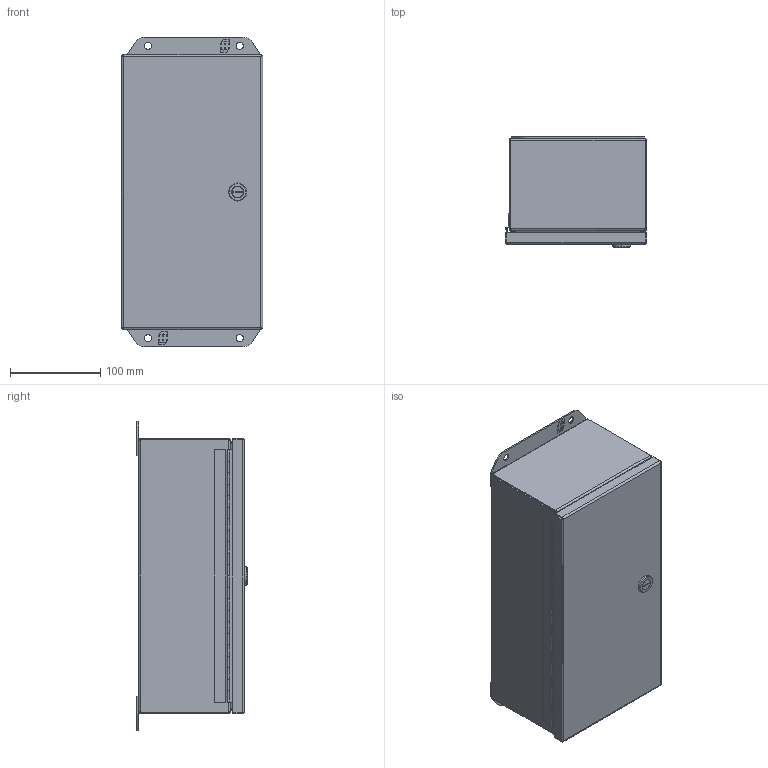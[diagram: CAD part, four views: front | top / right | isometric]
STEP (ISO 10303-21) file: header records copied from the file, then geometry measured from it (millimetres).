
FILE_DESCRIPTION (( 'STEP AP203' ), '1' );
FILE_NAME ('EJ1264SS_Default.step', '2019-11-13T20:02:33', ( '' ), ( '' ), 'SwSTEP 2.0', 'SolidWorks 2019', '' );
FILE_SCHEMA (( 'CONFIG_CONTROL_DESIGN' ));
Length unit declared in the file: inch
Products named in the file (1): EJ1264SS_Default
Bounding box: 156.6 x 122.06 x 342.9 mm (x, y, z)
Volume: 452193.2 mm3; surface area: 589208.6 mm2
Topology: 16 solids, 17 shells, 720 faces, 1832 edges, 1153 vertices
Faces by surface type: plane 402, cylinder 222, bspline 60, cone 36
Entity records: 24895 total; most frequent: CARTESIAN_POINT 7618, ORIENTED_EDGE 3640, DIRECTION 3438, EDGE_CURVE 1820, LINE 1244, VECTOR 1244, VERTEX_POINT 1153, AXIS2_PLACEMENT_3D 1097
